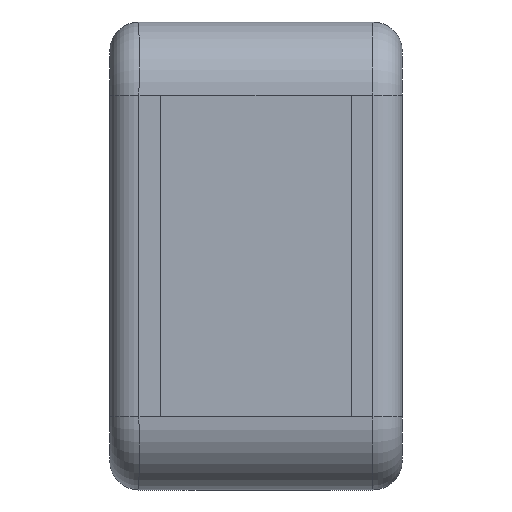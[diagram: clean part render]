
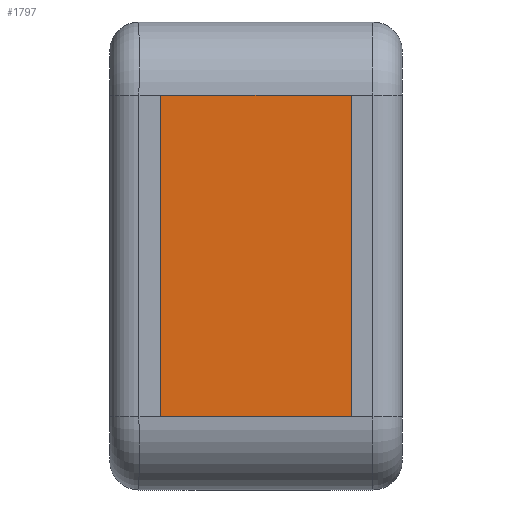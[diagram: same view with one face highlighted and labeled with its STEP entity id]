
A CAD part, front view. The second image highlights one B-rep face of the part: STEP entity #1797.
In plain terms, the highlighted planar face has unit normal (0, -1, 0).
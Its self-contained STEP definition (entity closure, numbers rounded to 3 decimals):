
#60=PLANE('',#1951);
#123=FACE_OUTER_BOUND('',#231,.T.);
#231=EDGE_LOOP('',(#1339,#1340,#1341,#1342,#1343,#1344,#1345,#1346));
#348=LINE('',#2701,#527);
#355=LINE('',#2722,#534);
#363=LINE('',#2754,#542);
#367=LINE('',#2763,#546);
#371=LINE('',#2774,#550);
#398=LINE('',#2831,#577);
#401=LINE('',#2840,#580);
#403=LINE('',#2843,#582);
#527=VECTOR('',#2147,10.);
#534=VECTOR('',#2164,10.);
#542=VECTOR('',#2188,10.);
#546=VECTOR('',#2196,10.);
#550=VECTOR('',#2208,10.);
#577=VECTOR('',#2241,10.);
#580=VECTOR('',#2250,10.);
#582=VECTOR('',#2254,10.);
#798=VERTEX_POINT('',#2698);
#799=VERTEX_POINT('',#2700);
#808=VERTEX_POINT('',#2721);
#823=VERTEX_POINT('',#2751);
#824=VERTEX_POINT('',#2753);
#827=VERTEX_POINT('',#2762);
#856=VERTEX_POINT('',#2827);
#860=VERTEX_POINT('',#2838);
#974=EDGE_CURVE('',#798,#799,#348,.T.);
#985=EDGE_CURVE('',#799,#808,#355,.T.);
#1001=EDGE_CURVE('',#823,#824,#363,.T.);
#1006=EDGE_CURVE('',#824,#827,#367,.T.);
#1012=EDGE_CURVE('',#827,#798,#371,.T.);
#1041=EDGE_CURVE('',#808,#856,#398,.T.);
#1045=EDGE_CURVE('',#860,#823,#401,.T.);
#1047=EDGE_CURVE('',#856,#860,#403,.T.);
#1339=ORIENTED_EDGE('',*,*,#1041,.F.);
#1340=ORIENTED_EDGE('',*,*,#985,.F.);
#1341=ORIENTED_EDGE('',*,*,#974,.F.);
#1342=ORIENTED_EDGE('',*,*,#1012,.F.);
#1343=ORIENTED_EDGE('',*,*,#1006,.F.);
#1344=ORIENTED_EDGE('',*,*,#1001,.F.);
#1345=ORIENTED_EDGE('',*,*,#1045,.F.);
#1346=ORIENTED_EDGE('',*,*,#1047,.F.);
#1797=ADVANCED_FACE('',(#123),#60,.F.);
#1951=AXIS2_PLACEMENT_3D('',#2842,#2252,#2253);
#2147=DIRECTION('',(-1.,0.,0.));
#2164=DIRECTION('',(0.,0.,1.));
#2188=DIRECTION('',(0.,0.,1.));
#2196=DIRECTION('',(1.,0.,0.));
#2208=DIRECTION('',(0.,0.,-1.));
#2241=DIRECTION('',(-1.,0.,0.));
#2250=DIRECTION('',(1.,0.,0.));
#2252=DIRECTION('center_axis',(0.,1.,0.));
#2253=DIRECTION('ref_axis',(0.,0.,1.));
#2254=DIRECTION('',(0.,0.,1.));
#2698=CARTESIAN_POINT('',(13.,66.2,-22.));
#2700=CARTESIAN_POINT('',(-13.,66.2,-22.));
#2701=CARTESIAN_POINT('',(-13.,66.2,-22.));
#2721=CARTESIAN_POINT('',(-13.,66.2,-20.2));
#2722=CARTESIAN_POINT('',(-13.,66.2,22.));
#2751=CARTESIAN_POINT('',(-13.,66.2,20.2));
#2753=CARTESIAN_POINT('',(-13.,66.2,22.));
#2754=CARTESIAN_POINT('',(-13.,66.2,22.));
#2762=CARTESIAN_POINT('',(13.,66.2,22.));
#2763=CARTESIAN_POINT('',(0.,66.2,22.));
#2774=CARTESIAN_POINT('',(13.,66.2,0.));
#2827=CARTESIAN_POINT('',(-20.,66.2,-20.2));
#2831=CARTESIAN_POINT('',(-20.,66.2,-20.2));
#2838=CARTESIAN_POINT('',(-20.,66.2,20.2));
#2840=CARTESIAN_POINT('',(-20.,66.2,20.2));
#2842=CARTESIAN_POINT('Origin',(-20.,66.2,-21.2));
#2843=CARTESIAN_POINT('',(-20.,66.2,-10.6));
